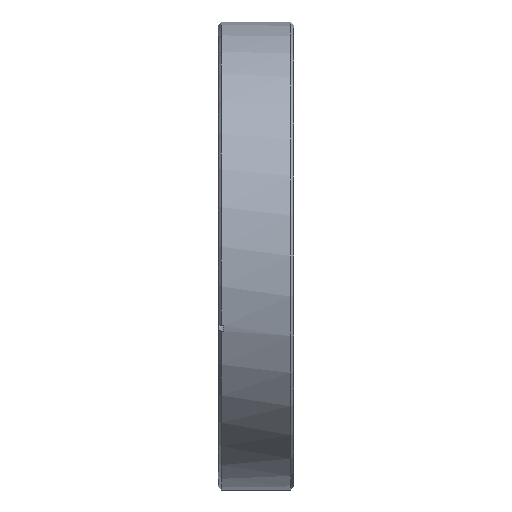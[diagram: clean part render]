
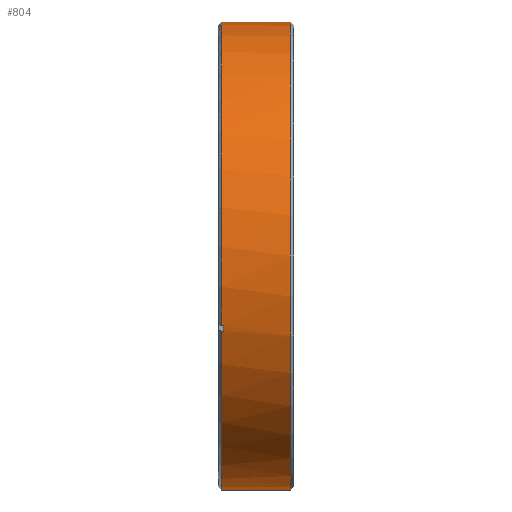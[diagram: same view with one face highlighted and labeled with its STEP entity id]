
A CAD part, front view. The second image highlights one B-rep face of the part: STEP entity #804.
In plain terms, the highlighted cylindrical face has radius 58.674 mm (diameter 117.348 mm), a partial arc.
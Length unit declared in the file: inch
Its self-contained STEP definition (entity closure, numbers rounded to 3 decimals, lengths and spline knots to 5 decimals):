
#159 = VERTEX_POINT ( 'NONE', #229 ) ;
#201 = VERTEX_POINT ( 'NONE', #1420 ) ;
#209 = DIRECTION ( 'NONE',  ( 1., 0., 0. ) ) ;
#229 = CARTESIAN_POINT ( 'NONE',  ( 0.052, -2.18716, -0.74325 ) ) ;
#236 = VERTEX_POINT ( 'NONE', #1608 ) ;
#287 = EDGE_LOOP ( 'NONE', ( #1509, #1628, #1193, #1336, #1982, #339, #1264, #289 ) ) ;
#289 = ORIENTED_EDGE ( 'NONE', *, *, #712, .T. ) ;
#309 = AXIS2_PLACEMENT_3D ( 'NONE', #1607, #517, #1715 ) ;
#324 = DIRECTION ( 'NONE',  ( -1., 0., 0. ) ) ;
#339 = ORIENTED_EDGE ( 'NONE', *, *, #919, .F. ) ;
#359 = EDGE_CURVE ( 'NONE', #159, #1256, #1944, .T. ) ;
#385 = CARTESIAN_POINT ( 'NONE',  ( 0.052, -2.18716, -0.74325 ) ) ;
#494 = LINE ( 'NONE', #1200, #1022 ) ;
#517 = DIRECTION ( 'NONE',  ( 1., 0., 0. ) ) ;
#554 = DIRECTION ( 'NONE',  ( 0., 0., -1. ) ) ;
#585 = VECTOR ( 'NONE', #1030, 39.37008 ) ;
#604 = CARTESIAN_POINT ( 'NONE',  ( 0.72, 0., -2.31 ) ) ;
#627 = VERTEX_POINT ( 'NONE', #604 ) ;
#712 = EDGE_CURVE ( 'NONE', #1256, #2065, #1294, .T. ) ;
#722 = EDGE_CURVE ( 'NONE', #201, #897, #1973, .T. ) ;
#739 = VERTEX_POINT ( 'NONE', #877 ) ;
#756 = DIRECTION ( 'NONE',  ( -1., 0., 0. ) ) ;
#771 = DIRECTION ( 'NONE',  ( -1., 0., 0. ) ) ;
#776 = AXIS2_PLACEMENT_3D ( 'NONE', #1427, #209, #554 ) ;
#787 = CARTESIAN_POINT ( 'NONE',  ( 0.03, -2.20632, -0.68428 ) ) ;
#804 = ADVANCED_FACE ( 'NONE', ( #1821 ), #1163, .T. ) ;
#877 = CARTESIAN_POINT ( 'NONE',  ( 0.052, -2.20632, -0.68428 ) ) ;
#897 = VERTEX_POINT ( 'NONE', #787 ) ;
#919 = EDGE_CURVE ( 'NONE', #159, #739, #1922, .T. ) ;
#941 = DIRECTION ( 'NONE',  ( 0., 0., 1. ) ) ;
#969 = CARTESIAN_POINT ( 'NONE',  ( 0.03, 0., -2.31 ) ) ;
#1022 = VECTOR ( 'NONE', #1884, 39.37008 ) ;
#1030 = DIRECTION ( 'NONE',  ( -1., 0., 0. ) ) ;
#1055 = EDGE_CURVE ( 'NONE', #236, #201, #494, .T. ) ;
#1136 = DIRECTION ( 'NONE',  ( 0., 0., 1. ) ) ;
#1163 = CYLINDRICAL_SURFACE ( 'NONE', #1467, 2.31 ) ;
#1191 = CIRCLE ( 'NONE', #1259, 2.31 ) ;
#1193 = ORIENTED_EDGE ( 'NONE', *, *, #1055, .T. ) ;
#1200 = CARTESIAN_POINT ( 'NONE',  ( 0., 0., 2.31 ) ) ;
#1256 = VERTEX_POINT ( 'NONE', #2002 ) ;
#1259 = AXIS2_PLACEMENT_3D ( 'NONE', #1443, #1937, #941 ) ;
#1264 = ORIENTED_EDGE ( 'NONE', *, *, #359, .T. ) ;
#1294 = CIRCLE ( 'NONE', #776, 2.31 ) ;
#1336 = ORIENTED_EDGE ( 'NONE', *, *, #722, .T. ) ;
#1420 = CARTESIAN_POINT ( 'NONE',  ( 0.03, 0., 2.31 ) ) ;
#1427 = CARTESIAN_POINT ( 'NONE',  ( 0.03, 0., 0. ) ) ;
#1443 = CARTESIAN_POINT ( 'NONE',  ( 0.72, 0., 0. ) ) ;
#1467 = AXIS2_PLACEMENT_3D ( 'NONE', #2167, #771, #1136 ) ;
#1475 = EDGE_CURVE ( 'NONE', #627, #236, #1191, .T. ) ;
#1497 = VECTOR ( 'NONE', #756, 39.37008 ) ;
#1509 = ORIENTED_EDGE ( 'NONE', *, *, #1754, .F. ) ;
#1568 = LINE ( 'NONE', #1874, #585 ) ;
#1597 = AXIS2_PLACEMENT_3D ( 'NONE', #1893, #324, #1901 ) ;
#1607 = CARTESIAN_POINT ( 'NONE',  ( 0.03, 0., 0. ) ) ;
#1608 = CARTESIAN_POINT ( 'NONE',  ( 0.72, 0., 2.31 ) ) ;
#1628 = ORIENTED_EDGE ( 'NONE', *, *, #1475, .T. ) ;
#1645 = EDGE_CURVE ( 'NONE', #739, #897, #1897, .T. ) ;
#1715 = DIRECTION ( 'NONE',  ( 0., 0., -1. ) ) ;
#1750 = CARTESIAN_POINT ( 'NONE',  ( 0.052, -2.20632, -0.68428 ) ) ;
#1754 = EDGE_CURVE ( 'NONE', #627, #2065, #1568, .T. ) ;
#1821 = FACE_OUTER_BOUND ( 'NONE', #287, .T. ) ;
#1874 = CARTESIAN_POINT ( 'NONE',  ( 0., 0., -2.31 ) ) ;
#1884 = DIRECTION ( 'NONE',  ( -1., 0., 0. ) ) ;
#1893 = CARTESIAN_POINT ( 'NONE',  ( 0.052, 0., 0. ) ) ;
#1897 = LINE ( 'NONE', #1750, #2184 ) ;
#1901 = DIRECTION ( 'NONE',  ( 0., 0., 1. ) ) ;
#1922 = CIRCLE ( 'NONE', #1597, 2.31 ) ;
#1937 = DIRECTION ( 'NONE',  ( -1., 0., 0. ) ) ;
#1944 = LINE ( 'NONE', #385, #1497 ) ;
#1973 = CIRCLE ( 'NONE', #309, 2.31 ) ;
#1982 = ORIENTED_EDGE ( 'NONE', *, *, #1645, .F. ) ;
#2002 = CARTESIAN_POINT ( 'NONE',  ( 0.03, -2.18716, -0.74325 ) ) ;
#2043 = DIRECTION ( 'NONE',  ( -1., 0., 0. ) ) ;
#2065 = VERTEX_POINT ( 'NONE', #969 ) ;
#2167 = CARTESIAN_POINT ( 'NONE',  ( 0., 0., 0. ) ) ;
#2184 = VECTOR ( 'NONE', #2043, 39.37008 ) ;
